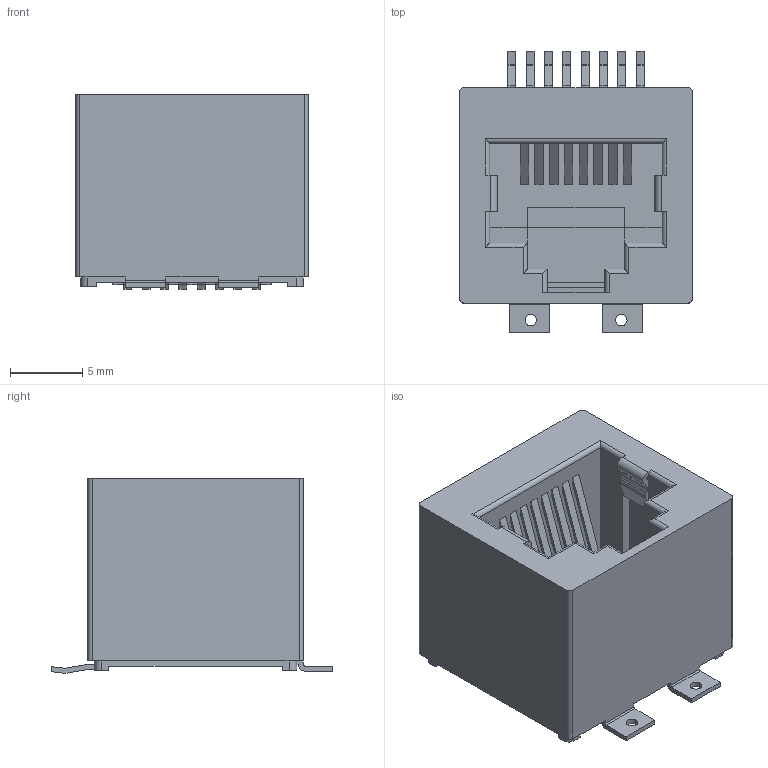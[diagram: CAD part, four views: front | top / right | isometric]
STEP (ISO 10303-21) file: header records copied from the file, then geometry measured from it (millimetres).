
FILE_DESCRIPTION(('CATIA V5 STEP Exchange','CAx-IF Rec.Pracs.--- Model Styling and Organization---1.2---2011-12-15'),'2;1');
FILE_NAME ('D1451994_0', '2018-09-22T13:50:20+00:00', ('none'), ('Weidmueller'), 'CATIA Version 5-6 Release 2014', 'CATIA V5 STEP AP214', 'none');
FILE_SCHEMA(('AUTOMOTIVE_DESIGN { 1 0 10303 214 1 1 1 1 }'));
Length unit declared in the file: millimetre
Products named in the file (1): 1433900000
Bounding box: 16.1 x 19.49 x 13.45 mm (x, y, z)
Volume: 1984.3 mm3; surface area: 2226.6 mm2
Topology: 1 solids, 1 shells, 359 faces, 1076 edges, 704 vertices
Faces by surface type: plane 292, cylinder 67
Entity records: 11081 total; most frequent: ORIENTED_EDGE 2152, CARTESIAN_POINT 2041, DIRECTION 1450, EDGE_CURVE 1076, VECTOR 952, LINE 952, VERTEX_POINT 704, EDGE_LOOP 372
